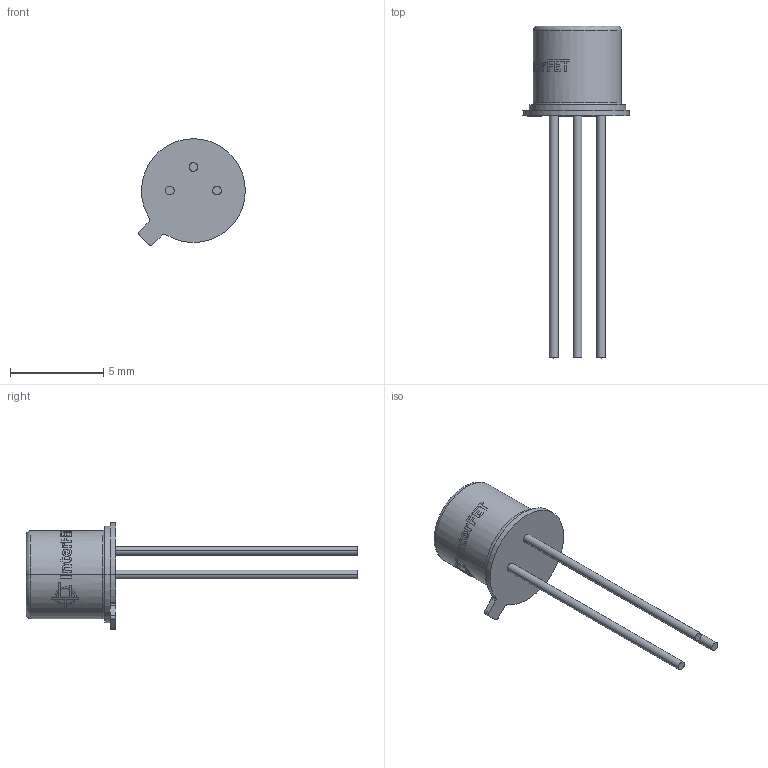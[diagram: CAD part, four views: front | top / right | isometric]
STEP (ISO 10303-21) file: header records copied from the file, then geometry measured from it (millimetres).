
FILE_DESCRIPTION (( 'STEP AP214' ), '1' );
FILE_NAME ('2N2608.STEP', '2021-12-22T19:40:31', ( '' ), ( '' ), 'SwSTEP 2.0', 'SolidWorks 2017', '' );
FILE_SCHEMA (( 'AUTOMOTIVE_DESIGN' ));
Length unit declared in the file: millimetre
Products named in the file (1): 2N2608
Bounding box: 5.72 x 17.82 x 5.72 mm (x, y, z)
Volume: 94.9 mm3; surface area: 179.9 mm2
Topology: 1 solids, 1 shells, 163 faces, 435 edges, 289 vertices
Faces by surface type: plane 80, cylinder 54, bspline 29
Entity records: 8440 total; most frequent: CARTESIAN_POINT 3950, ORIENTED_EDGE 872, DIRECTION 660, EDGE_CURVE 436, VERTEX_POINT 290, AXIS2_PLACEMENT_3D 227, LINE 206, VECTOR 206
